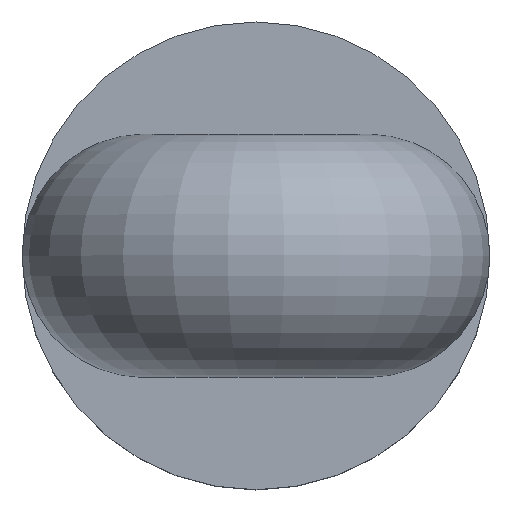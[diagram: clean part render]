
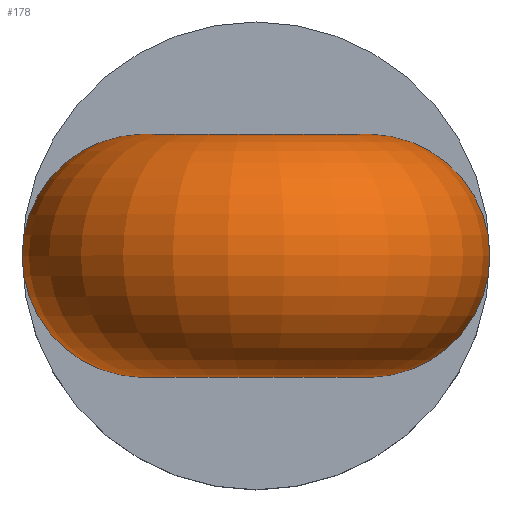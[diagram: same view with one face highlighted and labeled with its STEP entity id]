
A CAD part, top view. The second image highlights one B-rep face of the part: STEP entity #178.
In plain terms, the highlighted toroidal (fillet/blend) face has major radius 4.699 mm and minor radius 5.08 mm.
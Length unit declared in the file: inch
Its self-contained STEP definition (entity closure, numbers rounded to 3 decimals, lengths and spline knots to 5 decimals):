
#39 = AXIS2_PLACEMENT_3D ( 'NONE', #227, #183, #473 ) ;
#49 = ORIENTED_EDGE ( 'NONE', *, *, #53, .T. ) ;
#53 = EDGE_CURVE ( 'NONE', #451, #61, #251, .T. ) ;
#61 = VERTEX_POINT ( 'NONE', #341 ) ;
#93 = DIRECTION ( 'NONE',  ( 1., 0., 0. ) ) ;
#130 = FACE_OUTER_BOUND ( 'NONE', #323, .T. ) ;
#145 = CIRCLE ( 'NONE', #453, 0.2 ) ;
#175 = DIRECTION ( 'NONE',  ( 0., 0., 1. ) ) ;
#178 = ADVANCED_FACE ( 'NONE', ( #130 ), #198, .T. ) ;
#183 = DIRECTION ( 'NONE',  ( 0., -1., 0. ) ) ;
#198 = TOROIDAL_SURFACE ( 'NONE', #39, 0.185, 0.2 ) ;
#227 = CARTESIAN_POINT ( 'NONE',  ( 0., 0., 1.8 ) ) ;
#251 = CIRCLE ( 'NONE', #422, 0.2 ) ;
#277 = ORIENTED_EDGE ( 'NONE', *, *, #321, .F. ) ;
#291 = CARTESIAN_POINT ( 'NONE',  ( 0.185, 0., 1.8 ) ) ;
#320 = DIRECTION ( 'NONE',  ( 0., 0., -1. ) ) ;
#321 = EDGE_CURVE ( 'NONE', #451, #61, #145, .T. ) ;
#323 = EDGE_LOOP ( 'NONE', ( #277, #49 ) ) ;
#341 = CARTESIAN_POINT ( 'NONE',  ( 0., -0.07599, 1.8 ) ) ;
#419 = CARTESIAN_POINT ( 'NONE',  ( -0.185, 0., 1.8 ) ) ;
#422 = AXIS2_PLACEMENT_3D ( 'NONE', #419, #175, #93 ) ;
#437 = DIRECTION ( 'NONE',  ( -1., 0., 0. ) ) ;
#446 = CARTESIAN_POINT ( 'NONE',  ( 0., 0.07599, 1.8 ) ) ;
#451 = VERTEX_POINT ( 'NONE', #446 ) ;
#453 = AXIS2_PLACEMENT_3D ( 'NONE', #291, #320, #437 ) ;
#473 = DIRECTION ( 'NONE',  ( 1., 0., 0. ) ) ;
